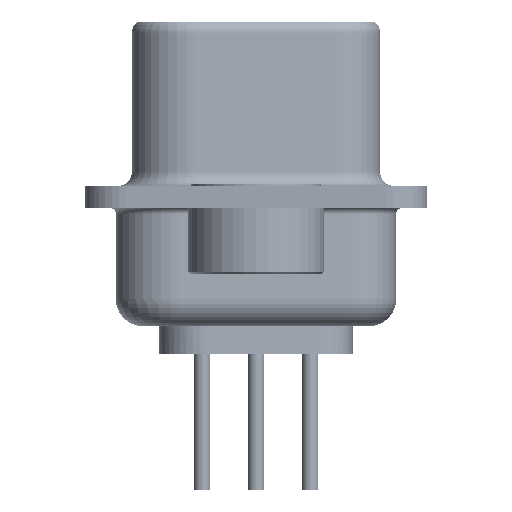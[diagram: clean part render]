
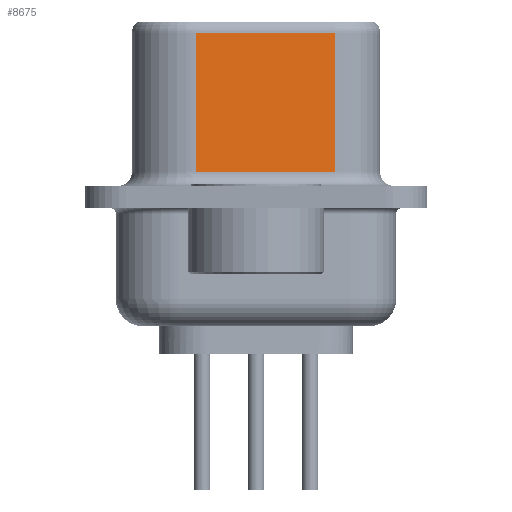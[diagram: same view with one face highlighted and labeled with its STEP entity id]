
A CAD part, left-side view. The second image highlights one B-rep face of the part: STEP entity #8675.
In plain terms, the highlighted planar face has unit normal (-0.985, -0.174, 0).
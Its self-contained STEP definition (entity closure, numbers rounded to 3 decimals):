
#594 = LINE ( 'NONE', #35528, #38609 ) ;
#1150 = ORIENTED_EDGE ( 'NONE', *, *, #34424, .T. ) ;
#1941 = VERTEX_POINT ( 'NONE', #18446 ) ;
#3174 = VECTOR ( 'NONE', #22597, 1000. ) ;
#3259 = CARTESIAN_POINT ( 'NONE',  ( 4.52, -2.897, 0.9 ) ) ;
#5995 = ORIENTED_EDGE ( 'NONE', *, *, #38308, .T. ) ;
#6653 = CARTESIAN_POINT ( 'NONE',  ( 4.52, -2.897, 6.5 ) ) ;
#8675 = ADVANCED_FACE ( 'NONE', ( #22338 ), #18780, .F. ) ;
#9631 = DIRECTION ( 'NONE',  ( 0.174, -0.985, 0. ) ) ;
#10359 = VERTEX_POINT ( 'NONE', #24502 ) ;
#10436 = DIRECTION ( 'NONE',  ( -0.174, 0.985, 0. ) ) ;
#12152 = DIRECTION ( 'NONE',  ( 0., 0., -1. ) ) ;
#14944 = CARTESIAN_POINT ( 'NONE',  ( 3.62, 2.203, 6.5 ) ) ;
#15310 = ORIENTED_EDGE ( 'NONE', *, *, #35515, .T. ) ;
#15327 = VECTOR ( 'NONE', #12152, 1000. ) ;
#17242 = AXIS2_PLACEMENT_3D ( 'NONE', #6653, #37627, #10436 ) ;
#18446 = CARTESIAN_POINT ( 'NONE',  ( 4.52, -2.897, 6. ) ) ;
#18780 = PLANE ( 'NONE',  #17242 ) ;
#18949 = LINE ( 'NONE', #3259, #32211 ) ;
#19573 = EDGE_LOOP ( 'NONE', ( #22671, #1150, #15310, #5995 ) ) ;
#20464 = DIRECTION ( 'NONE',  ( -0.174, 0.985, 0. ) ) ;
#20850 = EDGE_CURVE ( 'NONE', #1941, #22700, #31122, .T. ) ;
#22338 = FACE_OUTER_BOUND ( 'NONE', #19573, .T. ) ;
#22403 = CARTESIAN_POINT ( 'NONE',  ( 4.52, -2.897, 6.5 ) ) ;
#22597 = DIRECTION ( 'NONE',  ( 0., 0., -1. ) ) ;
#22671 = ORIENTED_EDGE ( 'NONE', *, *, #20850, .F. ) ;
#22700 = VERTEX_POINT ( 'NONE', #25753 ) ;
#24502 = CARTESIAN_POINT ( 'NONE',  ( 3.62, 2.203, 6. ) ) ;
#25753 = CARTESIAN_POINT ( 'NONE',  ( 4.52, -2.897, 0.9 ) ) ;
#31122 = LINE ( 'NONE', #22403, #3174 ) ;
#32211 = VECTOR ( 'NONE', #9631, 1000. ) ;
#32519 = CARTESIAN_POINT ( 'NONE',  ( 3.62, 2.203, 0.9 ) ) ;
#34424 = EDGE_CURVE ( 'NONE', #1941, #10359, #594, .T. ) ;
#35515 = EDGE_CURVE ( 'NONE', #10359, #36349, #35584, .T. ) ;
#35528 = CARTESIAN_POINT ( 'NONE',  ( 4.52, -2.897, 6. ) ) ;
#35584 = LINE ( 'NONE', #14944, #15327 ) ;
#36349 = VERTEX_POINT ( 'NONE', #32519 ) ;
#37627 = DIRECTION ( 'NONE',  ( 0.985, 0.174, 0. ) ) ;
#38308 = EDGE_CURVE ( 'NONE', #36349, #22700, #18949, .T. ) ;
#38609 = VECTOR ( 'NONE', #20464, 1000. ) ;
